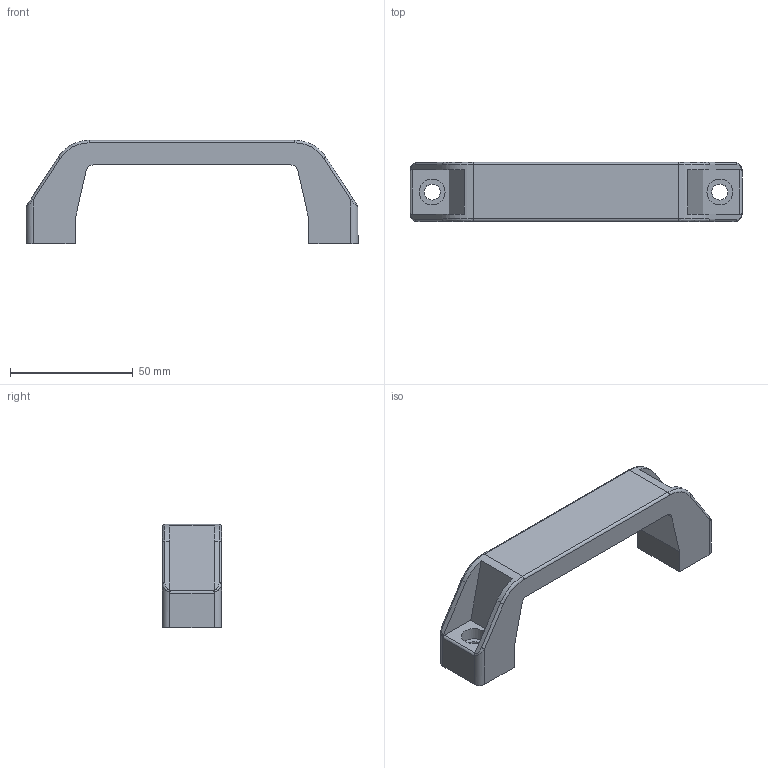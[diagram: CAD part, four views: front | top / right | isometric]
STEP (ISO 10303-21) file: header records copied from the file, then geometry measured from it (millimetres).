
FILE_DESCRIPTION(('STEP AP203'),'2;1');
FILE_NAME('15.305.00.stp','2011-03-21T15:56:16',(''),(''),'2009.3.110','THINKDESIGN','');
FILE_SCHEMA(('CONFIG_CONTROL_DESIGN'));
Length unit declared in the file: millimetre
Bounding box: 135 x 24 x 42 mm (x, y, z)
Volume: 42574.8 mm3; surface area: 15347 mm2
Topology: 1 solids, 1 shells, 74 faces, 190 edges, 120 vertices
Faces by surface type: bspline 28, plane 26, cylinder 20
Full cylindrical faces by diameter (mm): 6.5 x2, 10.5 x2
Entity records: 6247 total; most frequent: CARTESIAN_POINT 4432, ORIENTED_EDGE 380, DIRECTION 318, EDGE_CURVE 190, VERTEX_POINT 120, AXIS2_PLACEMENT_3D 110, VECTOR 98, LINE 98
